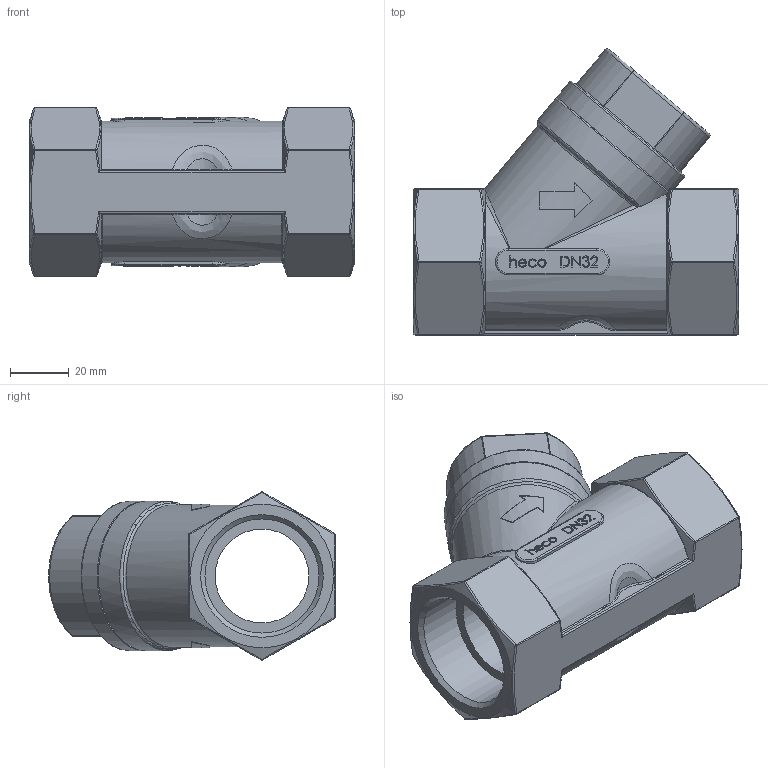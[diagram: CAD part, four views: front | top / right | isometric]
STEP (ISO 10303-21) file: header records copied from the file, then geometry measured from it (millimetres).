
FILE_DESCRIPTION (( 'STEP AP214' ), '1' );
FILE_NAME ('RV-114-000-4 Rückschlagventil heco.STEP', '2013-12-12T08:38:40', ( 'test' ), ( '' ), 'SwSTEP 2.0', 'SolidWorks 2011', '' );
FILE_SCHEMA (( 'AUTOMOTIVE_DESIGN' ));
Length unit declared in the file: millimetre
Products named in the file (1): RV-114-000-4 Rückschlagventil heco
Bounding box: 111 x 97.77 x 57.58 mm (x, y, z)
Volume: 209234.6 mm3; surface area: 40419.7 mm2
Topology: 1 solids, 5 shells, 473 faces, 1190 edges, 739 vertices
Faces by surface type: plane 214, bspline 159, cylinder 49, sphere 23, torus 19, cone 9
Full cylindrical faces by diameter (mm): 32 x1, 38.952 x2, 51 x2
Entity records: 28197 total; most frequent: CARTESIAN_POINT 13054, ORIENTED_EDGE 2306, DIRECTION 1544, EDGE_CURVE 1153, VERTEX_POINT 736, VECTOR 596, LINE 596, EDGE_LOOP 523
